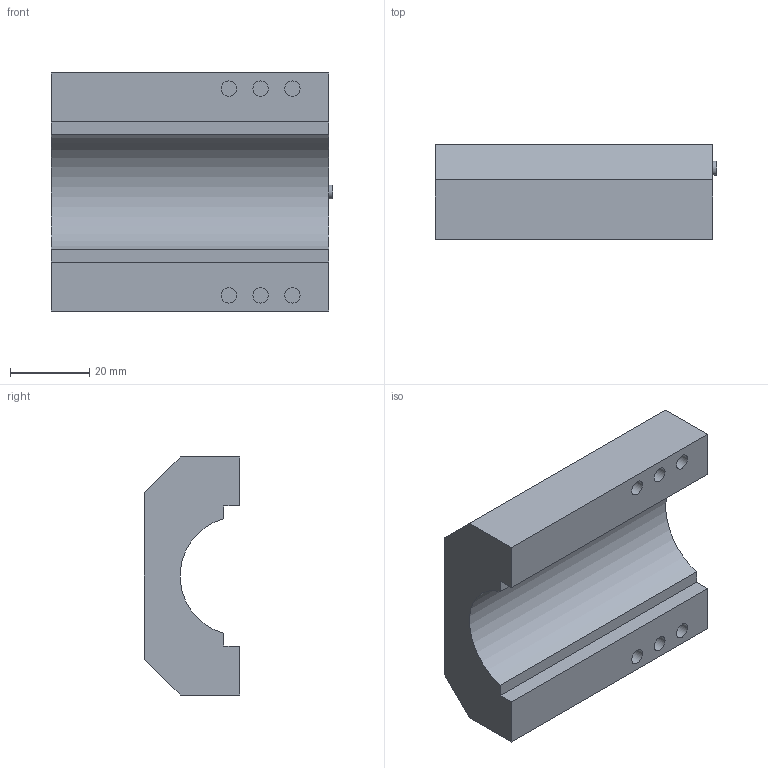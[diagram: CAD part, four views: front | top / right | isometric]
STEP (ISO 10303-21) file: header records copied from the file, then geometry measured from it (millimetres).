
FILE_DESCRIPTION(/* description */ (''),/* implementation_level */ '2;1');
FILE_NAME(/* name */ 'mri_preamplifier_ext.stp',/* time_stamp */ '2022-12-10T13:42:24+01:00',/* author */ ('Rik Ubaghs'),/* organization */ (''),/* preprocessor_version */ 'ST-DEVELOPER v18.1',/* originating_system */ 'Autodesk Inventor 2021',/* authorisation */ '');
FILE_SCHEMA (('AUTOMOTIVE_DESIGN { 1 0 10303 214 3 1 1 }'));
Length unit declared in the file: millimetre
Products named in the file (1): peripherals_preamplifier_ext
Bounding box: 71 x 24 x 60 mm (x, y, z)
Volume: 68009 mm3; surface area: 15096.3 mm2
Topology: 1 solids, 1 shells, 30 faces, 76 edges, 56 vertices
Faces by surface type: plane 21, cylinder 9
Full cylindrical faces by diameter (mm): 2 x1, 3.5 x1, 3.9 x6
Entity records: 1005 total; most frequent: DIRECTION 172, CARTESIAN_POINT 163, ORIENTED_EDGE 152, EDGE_CURVE 76, AXIS2_PLACEMENT_3D 65, VERTEX_POINT 56, LINE 42, VECTOR 42
